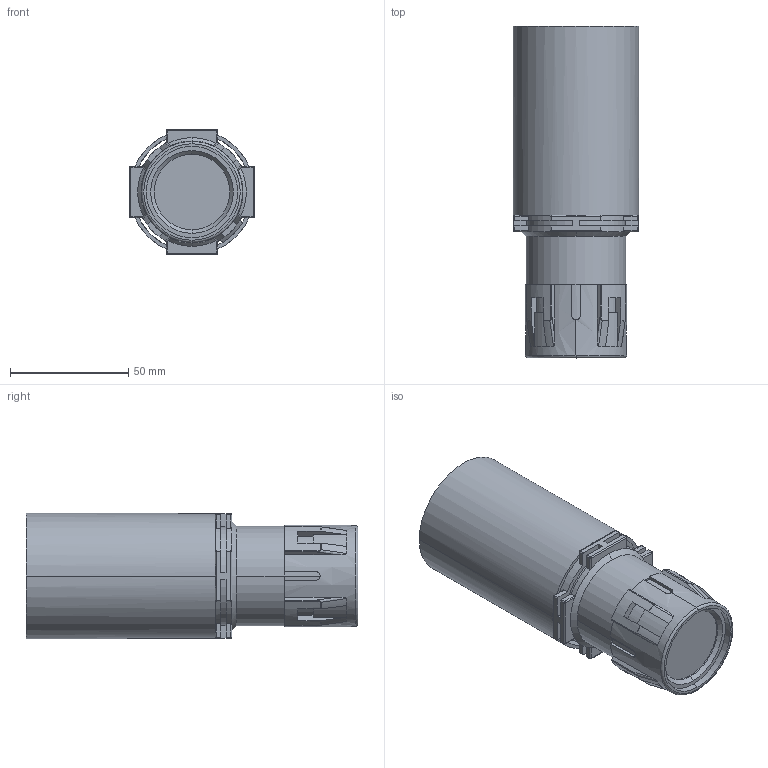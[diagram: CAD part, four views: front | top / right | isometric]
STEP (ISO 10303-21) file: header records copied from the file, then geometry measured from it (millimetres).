
FILE_DESCRIPTION((''),'2;1');
FILE_NAME('2970000004981_02-HC1000MC__X2_5','2023-10-07T',('13843'),(''),'PRO/ENGINEER BY PARAMETRIC TECHNOLOGY CORPORATION, 2012480','PRO/ENGINEER BY PARAMETRIC TECHNOLOGY CORPORATION, 2012480','');
FILE_SCHEMA(('CONFIG_CONTROL_DESIGN'));
Length unit declared in the file: millimetre
Products named in the file (1): 2970000004981_02-HC1000MC__X2_5
Bounding box: 53 x 140.4 x 53 mm (x, y, z)
Volume: 171053.2 mm3; surface area: 53441.8 mm2
Topology: 1 solids, 1 shells, 278 faces, 747 edges, 449 vertices
Faces by surface type: plane 108, cylinder 94, bspline 24, cone 19, torus 17, sphere 16
Entity records: 12755 total; most frequent: CARTESIAN_POINT 3792, ORIENTED_EDGE 1462, DIRECTION 1371, PRESENTATION_STYLE_ASSIGNMENT 732, STYLED_ITEM 732, CURVE_STYLE 731, EDGE_CURVE 731, AXIS2_PLACEMENT_3D 531
